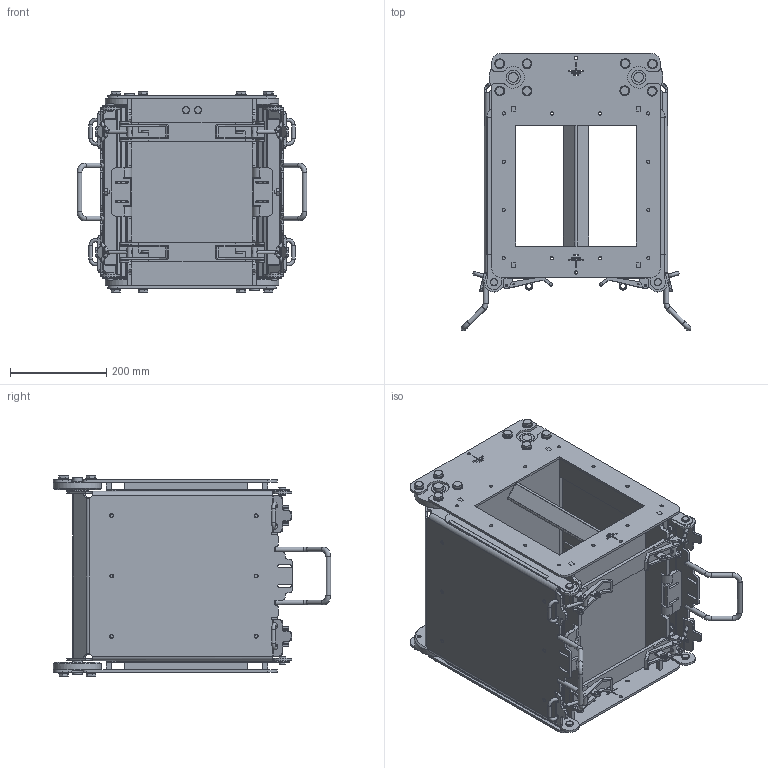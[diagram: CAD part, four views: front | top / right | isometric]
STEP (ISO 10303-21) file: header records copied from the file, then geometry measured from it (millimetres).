
FILE_DESCRIPTION(/* description */ (''),/* implementation_level */ '2;1');
FILE_NAME(/* name */ 'SBPN252500.stp',/* time_stamp */ '2019-02-25T07:13:18+01:00',/* author */ ('pw'),/* organization */ (''),/* preprocessor_version */ 'ST-DEVELOPER v16.5',/* originating_system */ 'Autodesk Inventor 2017',/* authorisation */ '');
FILE_SCHEMA (('AUTOMOTIVE_DESIGN { 1 0 10303 214 3 1 1 }'));
Products named in the file (1): SBPN252500
Bounding box: 476.89 x 575.44 x 416.8 mm (x, y, z)
Volume: 6736411.1 mm3; surface area: 3475352.4 mm2
Topology: 7 solids, 12 shells, 3004 faces, 7584 edges, 4802 vertices
Faces by surface type: plane 1586, cylinder 944, cone 220, bspline 166, torus 88
Full cylindrical faces by diameter (mm): 1.7 x8, 3 x8, 4 x16, 6 x8, 6.647 x28, 7 x24, 7.323 x4, 8 x26, 8.376 x16, 8.4 x8, 9 x4, 9.188 x16, 10 x28, 10.5 x16, 11.4 x4, 11.5 x4, 12 x14, 12.2 x8, 15 x4, 15.4 x16, 16 x8, 20 x22, 20.1 x4, 20.2 x2, 23 x2, 30 x4, 42 x2, 44 x6, 100 x4
Entity records: 94149 total; most frequent: CARTESIAN_POINT 21181, DIRECTION 14312, ORIENTED_EDGE 14112, EDGE_CURVE 7042, AXIS2_PLACEMENT_3D 5153, VERTEX_POINT 4668, LINE 4006, VECTOR 4006
